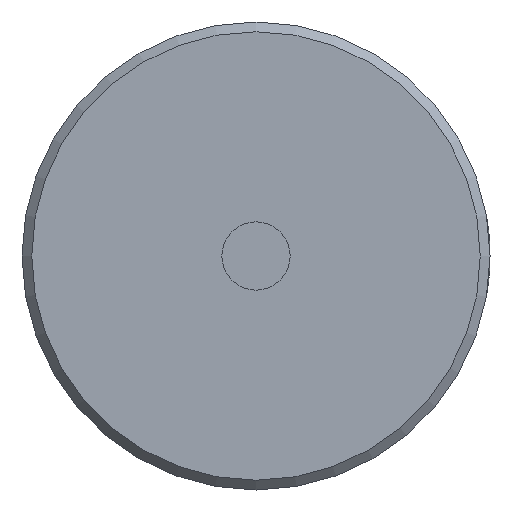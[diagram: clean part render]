
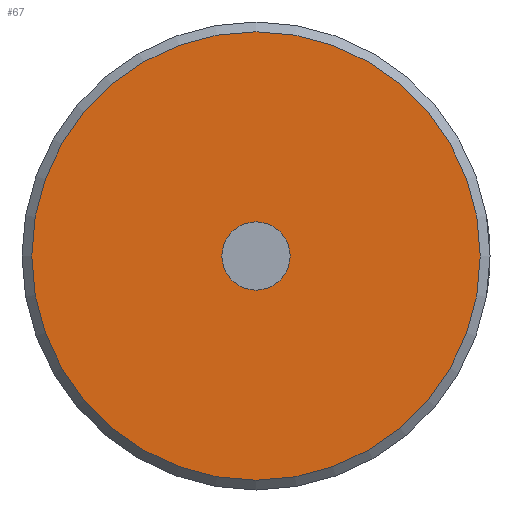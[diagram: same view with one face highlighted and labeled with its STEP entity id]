
A CAD part, left-side view. The second image highlights one B-rep face of the part: STEP entity #67.
In plain terms, the highlighted planar face has unit normal (-1, 0, 0).
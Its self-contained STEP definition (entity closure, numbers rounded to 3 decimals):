
#67=ADVANCED_FACE('',(#248,#250),#252,.T.);
#248=FACE_BOUND('',#249,.T.);
#249=EDGE_LOOP('',(#804));
#250=FACE_BOUND('',#251,.T.);
#251=EDGE_LOOP('',(#805));
#252=PLANE('',#253);
#253=AXIS2_PLACEMENT_3D('',#254,#255,#256);
#254=CARTESIAN_POINT('',(0.,0.,0.));
#255=DIRECTION('',(-1.,0.,0.));
#256=DIRECTION('',(0.,1.,0.));
#804=ORIENTED_EDGE('',*,*,#1140,.F.);
#805=ORIENTED_EDGE('',*,*,#1148,.T.);
#1140=EDGE_CURVE('',#1315,#1315,#1316,.T.);
#1148=EDGE_CURVE('',#1331,#1331,#1332,.T.);
#1315=VERTEX_POINT('',#1682);
#1316=CIRCLE('',#1683,23.);
#1331=VERTEX_POINT('',#1779);
#1332=CIRCLE('',#1780,3.5);
#1682=CARTESIAN_POINT('',(0.,23.,0.));
#1683=AXIS2_PLACEMENT_3D('',#1684,#1685,#1686);
#1684=CARTESIAN_POINT('',(0.,0.,0.));
#1685=DIRECTION('',(1.,0.,0.));
#1686=DIRECTION('',(0.,1.,0.));
#1779=CARTESIAN_POINT('',(0.,3.5,0.));
#1780=AXIS2_PLACEMENT_3D('',#1781,#1782,#1783);
#1781=CARTESIAN_POINT('',(0.,0.,0.));
#1782=DIRECTION('',(1.,0.,0.));
#1783=DIRECTION('',(0.,1.,0.));
